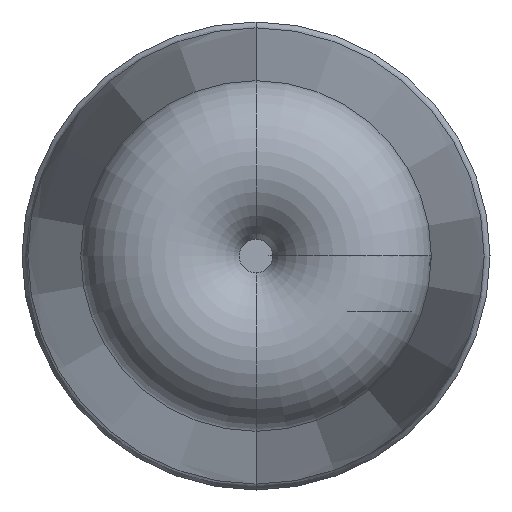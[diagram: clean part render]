
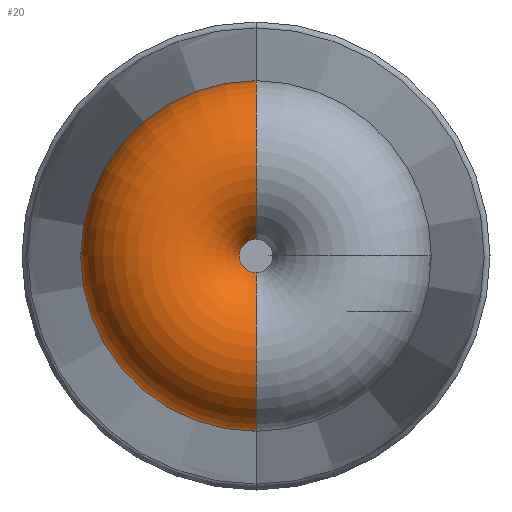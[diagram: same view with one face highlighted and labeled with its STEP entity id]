
A CAD part, front view. The second image highlights one B-rep face of the part: STEP entity #20.
In plain terms, the highlighted toroidal (fillet/blend) face has major radius 4 mm and minor radius 3.5 mm.
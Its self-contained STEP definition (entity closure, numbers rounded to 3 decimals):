
#20 = ADVANCED_FACE ( 'NONE', ( #853 ), #289, .T. ) ;
#28 = CARTESIAN_POINT ( 'NONE',  ( 0., 3.5, 4. ) ) ;
#34 = EDGE_LOOP ( 'NONE', ( #286, #245, #505, #416 ) ) ;
#57 = CARTESIAN_POINT ( 'NONE',  ( 0., 3.5, 0. ) ) ;
#104 = AXIS2_PLACEMENT_3D ( 'NONE', #305, #787, #801 ) ;
#110 = DIRECTION ( 'NONE',  ( 1., 0., 0. ) ) ;
#117 = DIRECTION ( 'NONE',  ( 0., 0., -1. ) ) ;
#125 = AXIS2_PLACEMENT_3D ( 'NONE', #379, #110, #117 ) ;
#130 = CIRCLE ( 'NONE', #525, 0.712 ) ;
#151 = EDGE_CURVE ( 'NONE', #470, #219, #130, .T. ) ;
#217 = CARTESIAN_POINT ( 'NONE',  ( 0., 2.3, 0.712 ) ) ;
#219 = VERTEX_POINT ( 'NONE', #868 ) ;
#245 = ORIENTED_EDGE ( 'NONE', *, *, #151, .F. ) ;
#254 = CARTESIAN_POINT ( 'NONE',  ( 0., 5.949, -6.5 ) ) ;
#255 = AXIS2_PLACEMENT_3D ( 'NONE', #57, #465, #835 ) ;
#286 = ORIENTED_EDGE ( 'NONE', *, *, #733, .F. ) ;
#289 = TOROIDAL_SURFACE ( 'NONE', #255, 4., 3.5 ) ;
#292 = CIRCLE ( 'NONE', #456, 3.5 ) ;
#305 = CARTESIAN_POINT ( 'NONE',  ( 0., 5.949, 0. ) ) ;
#319 = CIRCLE ( 'NONE', #125, 3.5 ) ;
#329 = CARTESIAN_POINT ( 'NONE',  ( 0., 5.949, 6.5 ) ) ;
#379 = CARTESIAN_POINT ( 'NONE',  ( 0., 3.5, -4. ) ) ;
#416 = ORIENTED_EDGE ( 'NONE', *, *, #578, .T. ) ;
#456 = AXIS2_PLACEMENT_3D ( 'NONE', #28, #579, #657 ) ;
#465 = DIRECTION ( 'NONE',  ( 0., 1., 0. ) ) ;
#470 = VERTEX_POINT ( 'NONE', #217 ) ;
#494 = CARTESIAN_POINT ( 'NONE',  ( 0., 2.3, 0. ) ) ;
#505 = ORIENTED_EDGE ( 'NONE', *, *, #559, .T. ) ;
#525 = AXIS2_PLACEMENT_3D ( 'NONE', #494, #722, #565 ) ;
#559 = EDGE_CURVE ( 'NONE', #470, #810, #292, .T. ) ;
#565 = DIRECTION ( 'NONE',  ( 0., 0., 1. ) ) ;
#578 = EDGE_CURVE ( 'NONE', #810, #831, #838, .T. ) ;
#579 = DIRECTION ( 'NONE',  ( -1., 0., 0. ) ) ;
#657 = DIRECTION ( 'NONE',  ( 0., 0., 1. ) ) ;
#722 = DIRECTION ( 'NONE',  ( 0., -1., 0. ) ) ;
#733 = EDGE_CURVE ( 'NONE', #219, #831, #319, .T. ) ;
#787 = DIRECTION ( 'NONE',  ( 0., -1., 0. ) ) ;
#801 = DIRECTION ( 'NONE',  ( 0., 0., -1. ) ) ;
#810 = VERTEX_POINT ( 'NONE', #329 ) ;
#831 = VERTEX_POINT ( 'NONE', #254 ) ;
#835 = DIRECTION ( 'NONE',  ( 0., 0., 1. ) ) ;
#838 = CIRCLE ( 'NONE', #104, 6.5 ) ;
#853 = FACE_OUTER_BOUND ( 'NONE', #34, .T. ) ;
#868 = CARTESIAN_POINT ( 'NONE',  ( 0., 2.3, -0.712 ) ) ;
